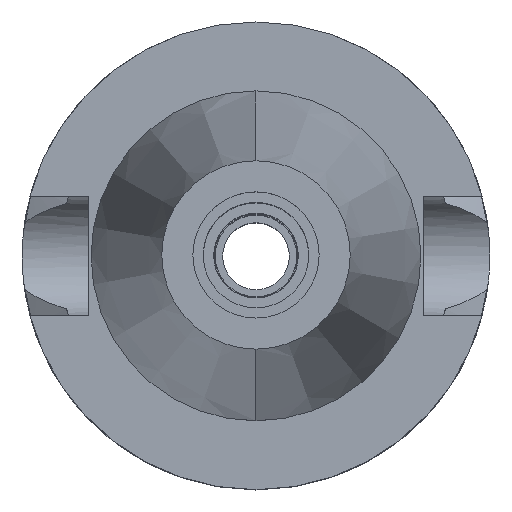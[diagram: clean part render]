
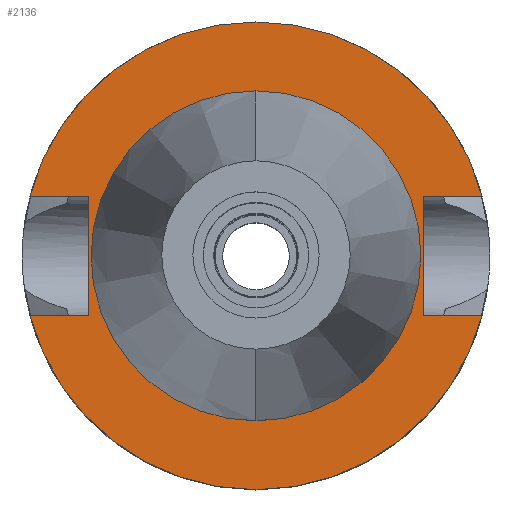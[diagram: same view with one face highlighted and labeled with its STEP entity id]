
A CAD part, top view. The second image highlights one B-rep face of the part: STEP entity #2136.
In plain terms, the highlighted planar face has unit normal (0, 0, 1).
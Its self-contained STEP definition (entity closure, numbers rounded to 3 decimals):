
#875=DIRECTION('',(1.,0.,0.));
#876=VECTOR('',#875,7.954);
#877=CARTESIAN_POINT('',(22.5,8.05,-1.));
#878=LINE('',#877,#876);
#892=DIRECTION('',(0.,1.,0.));
#893=VECTOR('',#892,16.1);
#894=CARTESIAN_POINT('',(22.5,-8.05,-1.));
#895=LINE('',#894,#893);
#929=DIRECTION('',(-1.,0.,0.));
#930=VECTOR('',#929,7.954);
#931=CARTESIAN_POINT('',(-22.5,8.05,-1.));
#932=LINE('',#931,#930);
#936=CARTESIAN_POINT('',(0.,0.,-1.));
#937=DIRECTION('',(0.,0.,-1.));
#938=DIRECTION('',(-0.967,0.256,0.));
#939=AXIS2_PLACEMENT_3D('',#936,#937,#938);
#944=CARTESIAN_POINT('',(0.,0.,-1.));
#945=DIRECTION('',(0.,0.,-1.));
#946=DIRECTION('',(0.,1.,0.));
#947=AXIS2_PLACEMENT_3D('',#944,#945,#946);
#952=DIRECTION('',(1.,0.,0.));
#953=VECTOR('',#952,7.954);
#954=CARTESIAN_POINT('',(22.5,-8.05,-1.));
#955=LINE('',#954,#953);
#959=CARTESIAN_POINT('',(0.,0.,-1.));
#960=DIRECTION('',(0.,0.,-1.));
#961=DIRECTION('',(0.967,-0.256,0.));
#962=AXIS2_PLACEMENT_3D('',#959,#960,#961);
#967=CARTESIAN_POINT('',(0.,0.,-1.));
#968=DIRECTION('',(0.,0.,-1.));
#969=DIRECTION('',(0.,-1.,0.));
#970=AXIS2_PLACEMENT_3D('',#967,#968,#969);
#975=CARTESIAN_POINT('',(0.,0.,-1.));
#976=DIRECTION('',(0.,0.,1.));
#977=DIRECTION('',(0.,-1.,0.));
#978=AXIS2_PLACEMENT_3D('',#975,#976,#977);
#983=CARTESIAN_POINT('',(0.,0.,-1.));
#984=DIRECTION('',(0.,0.,1.));
#985=DIRECTION('',(0.,1.,0.));
#986=AXIS2_PLACEMENT_3D('',#983,#984,#985);
#991=DIRECTION('',(0.,-1.,0.));
#992=VECTOR('',#991,16.1);
#993=CARTESIAN_POINT('',(-22.5,8.05,-1.));
#994=LINE('',#993,#992);
#1028=DIRECTION('',(-1.,0.,0.));
#1029=VECTOR('',#1028,7.954);
#1030=CARTESIAN_POINT('',(-22.5,-8.05,-1.));
#1031=LINE('',#1030,#1029);
#1310=CARTESIAN_POINT('',(-22.5,-8.05,-1.));
#1311=VERTEX_POINT('',#1310);
#1312=CARTESIAN_POINT('',(-30.454,-8.05,-1.));
#1313=VERTEX_POINT('',#1312);
#1316=CARTESIAN_POINT('',(-22.5,8.05,-1.));
#1317=VERTEX_POINT('',#1316);
#1318=CARTESIAN_POINT('',(-30.454,8.05,-1.));
#1319=VERTEX_POINT('',#1318);
#1320=CARTESIAN_POINT('',(0.,31.5,-1.));
#1321=CARTESIAN_POINT('',(30.454,8.05,-1.));
#1322=VERTEX_POINT('',#1320);
#1323=VERTEX_POINT('',#1321);
#1324=CARTESIAN_POINT('',(22.5,8.05,-1.));
#1325=VERTEX_POINT('',#1324);
#1326=CARTESIAN_POINT('',(22.5,-8.05,-1.));
#1327=VERTEX_POINT('',#1326);
#1328=CARTESIAN_POINT('',(30.454,-8.05,-1.));
#1329=VERTEX_POINT('',#1328);
#1330=CARTESIAN_POINT('',(0.,-31.5,-1.));
#1331=VERTEX_POINT('',#1330);
#1332=CARTESIAN_POINT('',(0.,-22.225,-1.));
#1333=CARTESIAN_POINT('',(0.,22.225,-1.));
#1334=VERTEX_POINT('',#1332);
#1335=VERTEX_POINT('',#1333);
#2106=CARTESIAN_POINT('',(0.,0.,-1.));
#2107=DIRECTION('',(0.,0.,-1.));
#2108=DIRECTION('',(0.,-1.,0.));
#2109=AXIS2_PLACEMENT_3D('',#2106,#2107,#2108);
#2110=PLANE('',#2109);
#2112=ORIENTED_EDGE('',*,*,#2111,.F.);
#2113=ORIENTED_EDGE('',*,*,#2049,.T.);
#2115=ORIENTED_EDGE('',*,*,#2114,.T.);
#2117=ORIENTED_EDGE('',*,*,#2116,.T.);
#2118=ORIENTED_EDGE('',*,*,#2083,.F.);
#2119=ORIENTED_EDGE('',*,*,#2096,.F.);
#2121=ORIENTED_EDGE('',*,*,#2120,.T.);
#2123=ORIENTED_EDGE('',*,*,#2122,.T.);
#2125=ORIENTED_EDGE('',*,*,#2124,.T.);
#2127=ORIENTED_EDGE('',*,*,#2126,.F.);
#2128=EDGE_LOOP('',(#2112,#2113,#2115,#2117,#2118,#2119,#2121,#2123,#2125,
#2127));
#2129=FACE_OUTER_BOUND('',#2128,.F.);
#2131=ORIENTED_EDGE('',*,*,#2130,.T.);
#2133=ORIENTED_EDGE('',*,*,#2132,.T.);
#2134=EDGE_LOOP('',(#2131,#2133));
#2135=FACE_BOUND('',#2134,.F.);
#940=CIRCLE('',#939,31.5);
#948=CIRCLE('',#947,31.5);
#963=CIRCLE('',#962,31.5);
#971=CIRCLE('',#970,31.5);
#979=CIRCLE('',#978,22.225);
#987=CIRCLE('',#986,22.225);
#2049=EDGE_CURVE('',#1317,#1319,#932,.T.);
#2083=EDGE_CURVE('',#1325,#1323,#878,.T.);
#2096=EDGE_CURVE('',#1327,#1325,#895,.T.);
#2111=EDGE_CURVE('',#1317,#1311,#994,.T.);
#2114=EDGE_CURVE('',#1319,#1322,#940,.T.);
#2116=EDGE_CURVE('',#1322,#1323,#948,.T.);
#2120=EDGE_CURVE('',#1327,#1329,#955,.T.);
#2122=EDGE_CURVE('',#1329,#1331,#963,.T.);
#2124=EDGE_CURVE('',#1331,#1313,#971,.T.);
#2126=EDGE_CURVE('',#1311,#1313,#1031,.T.);
#2130=EDGE_CURVE('',#1334,#1335,#979,.T.);
#2132=EDGE_CURVE('',#1335,#1334,#987,.T.);
#2136=ADVANCED_FACE('',(#2129,#2135),#2110,.F.);
